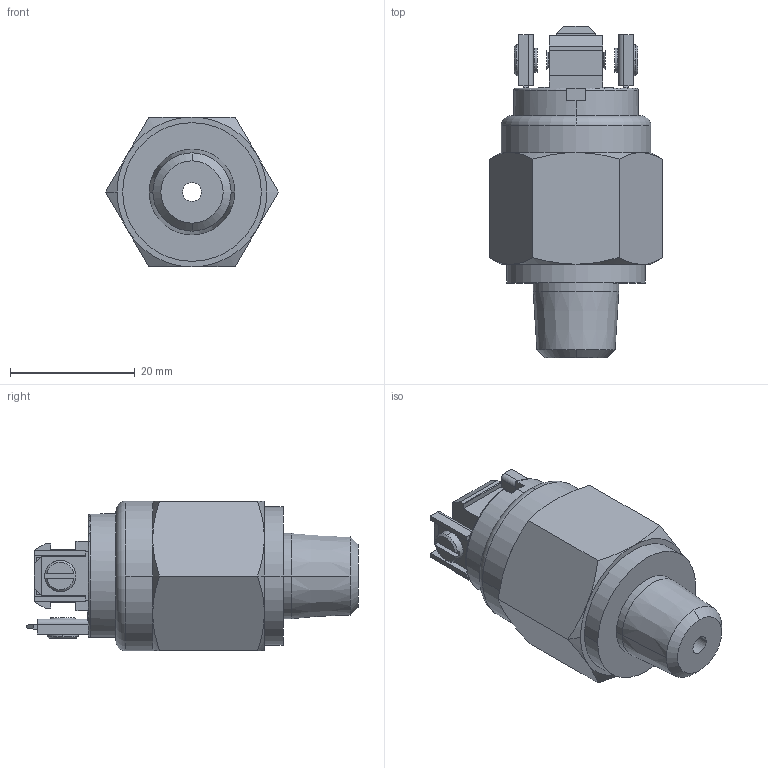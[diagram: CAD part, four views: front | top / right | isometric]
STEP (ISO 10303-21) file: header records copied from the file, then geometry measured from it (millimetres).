
FILE_DESCRIPTION (( 'STEP AP214' ), '1' );
FILE_NAME ('31V.STEP', '2020-02-07T16:07:58', ( '' ), ( '' ), 'SwSTEP 2.0', 'SolidWorks 2019', '' );
FILE_SCHEMA (( 'AUTOMOTIVE_DESIGN' ));
Length unit declared in the file: millimetre
Products named in the file (1): 31V
Bounding box: 27.71 x 53.2 x 24 mm (x, y, z)
Surface area: 5956.2 mm2 (no closed solid volume)
Topology: 0 solids, 16 shells, 416 faces, 1946 edges, 1468 vertices
Faces by surface type: plane 289, cylinder 50, cone 33, bspline 32, torus 12
Entity records: 25394 total; most frequent: CARTESIAN_POINT 6137, ORIENTED_EDGE 2823, DIRECTION 2681, EDGE_CURVE 1946, VERTEX_POINT 1468, VECTOR 1361, LINE 1361, AXIS2_PLACEMENT_3D 660
